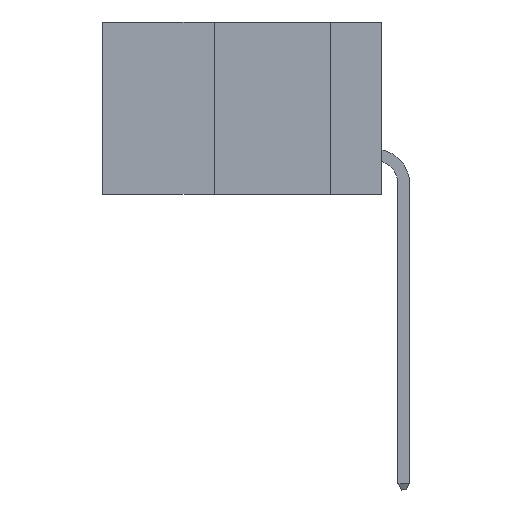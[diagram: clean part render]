
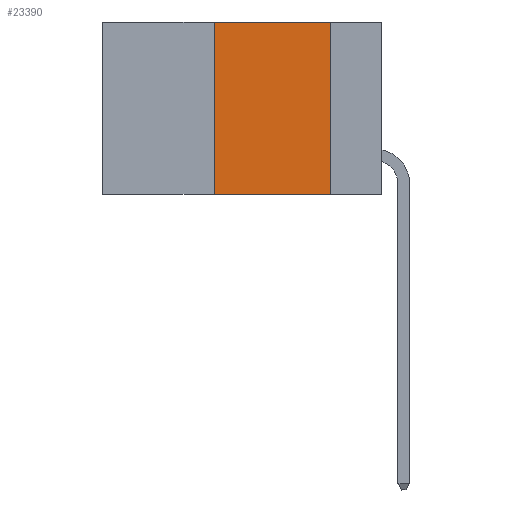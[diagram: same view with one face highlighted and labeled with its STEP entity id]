
A CAD part, left-side view. The second image highlights one B-rep face of the part: STEP entity #23390.
In plain terms, the highlighted planar face has unit normal (-1, 0, 0).
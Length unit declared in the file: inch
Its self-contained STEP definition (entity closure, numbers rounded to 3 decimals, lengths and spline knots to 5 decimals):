
#54 = DIRECTION ( 'NONE',  ( 0., 0., -1. ) ) ;
#584 = CARTESIAN_POINT ( 'NONE',  ( 0., 0.6, 0. ) ) ;
#729 = VERTEX_POINT ( 'NONE', #11691 ) ;
#803 = VERTEX_POINT ( 'NONE', #16172 ) ;
#1128 = DIRECTION ( 'NONE',  ( 0., 0., 1. ) ) ;
#1198 = VECTOR ( 'NONE', #4533, 39.37008 ) ;
#1840 = VERTEX_POINT ( 'NONE', #11319 ) ;
#1853 = LINE ( 'NONE', #16969, #2458 ) ;
#2458 = VECTOR ( 'NONE', #1128, 39.37008 ) ;
#3571 = AXIS2_PLACEMENT_3D ( 'NONE', #9246, #17184, #15044 ) ;
#3689 = EDGE_CURVE ( 'NONE', #13911, #729, #11337, .T. ) ;
#4514 = CARTESIAN_POINT ( 'NONE',  ( 0., 0.36, -0.37 ) ) ;
#4533 = DIRECTION ( 'NONE',  ( 0., -1., 0. ) ) ;
#4582 = VECTOR ( 'NONE', #22104, 39.37008 ) ;
#4704 = ORIENTED_EDGE ( 'NONE', *, *, #24732, .F. ) ;
#6934 = ORIENTED_EDGE ( 'NONE', *, *, #23647, .F. ) ;
#7126 = EDGE_LOOP ( 'NONE', ( #19038, #4704, #6934, #12816 ) ) ;
#7400 = VECTOR ( 'NONE', #54, 39.37008 ) ;
#7867 = CARTESIAN_POINT ( 'NONE',  ( 0., 0.11, 0. ) ) ;
#9246 = CARTESIAN_POINT ( 'NONE',  ( 0., 0.6, 0. ) ) ;
#11319 = CARTESIAN_POINT ( 'NONE',  ( 0., 0.36, 0. ) ) ;
#11337 = LINE ( 'NONE', #22341, #1198 ) ;
#11691 = CARTESIAN_POINT ( 'NONE',  ( 0., 0.11, -0.37 ) ) ;
#12816 = ORIENTED_EDGE ( 'NONE', *, *, #3689, .T. ) ;
#13268 = LINE ( 'NONE', #7867, #7400 ) ;
#13911 = VERTEX_POINT ( 'NONE', #4514 ) ;
#15044 = DIRECTION ( 'NONE',  ( 0., 0., -1. ) ) ;
#16172 = CARTESIAN_POINT ( 'NONE',  ( 0., 0.11, 0. ) ) ;
#16969 = CARTESIAN_POINT ( 'NONE',  ( 0., 0.36, 0. ) ) ;
#17184 = DIRECTION ( 'NONE',  ( 1., 0., 0. ) ) ;
#17786 = EDGE_CURVE ( 'NONE', #803, #729, #13268, .T. ) ;
#18471 = LINE ( 'NONE', #584, #4582 ) ;
#19038 = ORIENTED_EDGE ( 'NONE', *, *, #17786, .F. ) ;
#22104 = DIRECTION ( 'NONE',  ( 0., -1., 0. ) ) ;
#22341 = CARTESIAN_POINT ( 'NONE',  ( 0., 0.6, -0.37 ) ) ;
#23225 = PLANE ( 'NONE',  #3571 ) ;
#23390 = ADVANCED_FACE ( 'NONE', ( #23772 ), #23225, .F. ) ;
#23647 = EDGE_CURVE ( 'NONE', #13911, #1840, #1853, .T. ) ;
#23772 = FACE_OUTER_BOUND ( 'NONE', #7126, .T. ) ;
#24732 = EDGE_CURVE ( 'NONE', #1840, #803, #18471, .T. ) ;
